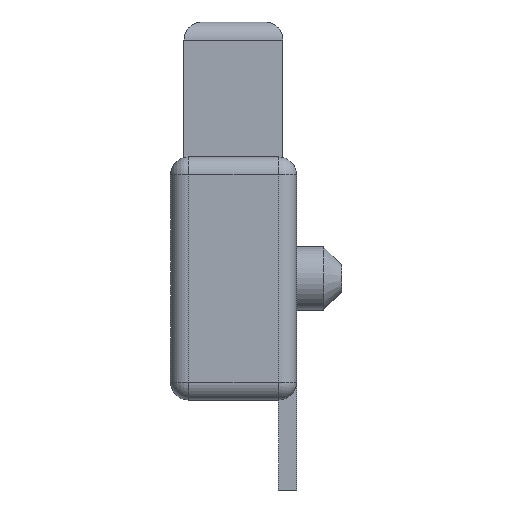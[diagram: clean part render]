
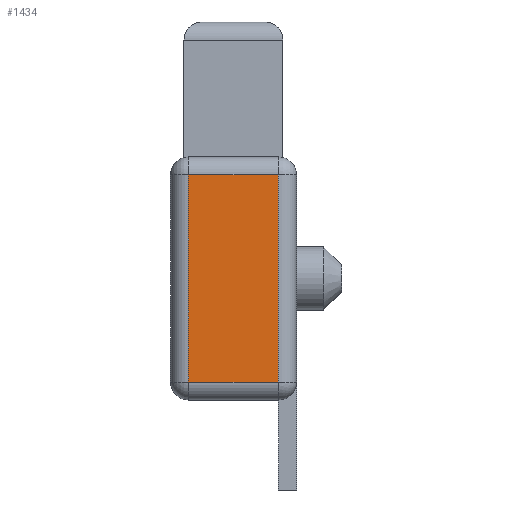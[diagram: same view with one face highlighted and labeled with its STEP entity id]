
A CAD part, left-side view. The second image highlights one B-rep face of the part: STEP entity #1434.
In plain terms, the highlighted planar face has unit normal (-1, 0, 0).
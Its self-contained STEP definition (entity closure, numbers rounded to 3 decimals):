
#20 = ORIENTED_EDGE ( 'NONE', *, *, #1771, .T. ) ;
#38 = AXIS2_PLACEMENT_3D ( 'NONE', #1443, #1471, #127 ) ;
#127 = DIRECTION ( 'NONE',  ( 0., 0., -1. ) ) ;
#199 = CARTESIAN_POINT ( 'NONE',  ( -3.35, 1.2, -1.15 ) ) ;
#259 = CARTESIAN_POINT ( 'NONE',  ( -3.35, 0.2, 1.15 ) ) ;
#301 = CARTESIAN_POINT ( 'NONE',  ( -3.35, 1.2, 1.35 ) ) ;
#355 = ORIENTED_EDGE ( 'NONE', *, *, #1140, .T. ) ;
#393 = CARTESIAN_POINT ( 'NONE',  ( -3.35, 0.2, 1.35 ) ) ;
#434 = VECTOR ( 'NONE', #1814, 1000. ) ;
#587 = VERTEX_POINT ( 'NONE', #199 ) ;
#597 = EDGE_LOOP ( 'NONE', ( #355, #1549, #761, #20 ) ) ;
#665 = EDGE_CURVE ( 'NONE', #1235, #1482, #828, .T. ) ;
#706 = DIRECTION ( 'NONE',  ( 0., 0., 1. ) ) ;
#755 = LINE ( 'NONE', #301, #434 ) ;
#761 = ORIENTED_EDGE ( 'NONE', *, *, #665, .T. ) ;
#827 = VECTOR ( 'NONE', #1234, 1000. ) ;
#828 = LINE ( 'NONE', #393, #1422 ) ;
#837 = CARTESIAN_POINT ( 'NONE',  ( -3.35, 1.4, -1.15 ) ) ;
#982 = VECTOR ( 'NONE', #1024, 1000. ) ;
#1005 = LINE ( 'NONE', #837, #982 ) ;
#1024 = DIRECTION ( 'NONE',  ( 0., -1., 0. ) ) ;
#1086 = CARTESIAN_POINT ( 'NONE',  ( -3.35, 1.2, 1.15 ) ) ;
#1140 = EDGE_CURVE ( 'NONE', #1773, #587, #755, .T. ) ;
#1234 = DIRECTION ( 'NONE',  ( 0., 1., 0. ) ) ;
#1235 = VERTEX_POINT ( 'NONE', #1542 ) ;
#1422 = VECTOR ( 'NONE', #706, 1000. ) ;
#1434 = ADVANCED_FACE ( 'NONE', ( #1579 ), #1913, .F. ) ;
#1443 = CARTESIAN_POINT ( 'NONE',  ( -3.35, 1.4, 1.35 ) ) ;
#1471 = DIRECTION ( 'NONE',  ( 1., 0., 0. ) ) ;
#1482 = VERTEX_POINT ( 'NONE', #259 ) ;
#1542 = CARTESIAN_POINT ( 'NONE',  ( -3.35, 0.2, -1.15 ) ) ;
#1549 = ORIENTED_EDGE ( 'NONE', *, *, #1904, .T. ) ;
#1579 = FACE_OUTER_BOUND ( 'NONE', #597, .T. ) ;
#1702 = CARTESIAN_POINT ( 'NONE',  ( -3.35, 1.4, 1.15 ) ) ;
#1771 = EDGE_CURVE ( 'NONE', #1482, #1773, #1831, .T. ) ;
#1773 = VERTEX_POINT ( 'NONE', #1086 ) ;
#1814 = DIRECTION ( 'NONE',  ( 0., 0., -1. ) ) ;
#1831 = LINE ( 'NONE', #1702, #827 ) ;
#1904 = EDGE_CURVE ( 'NONE', #587, #1235, #1005, .T. ) ;
#1913 = PLANE ( 'NONE',  #38 ) ;
